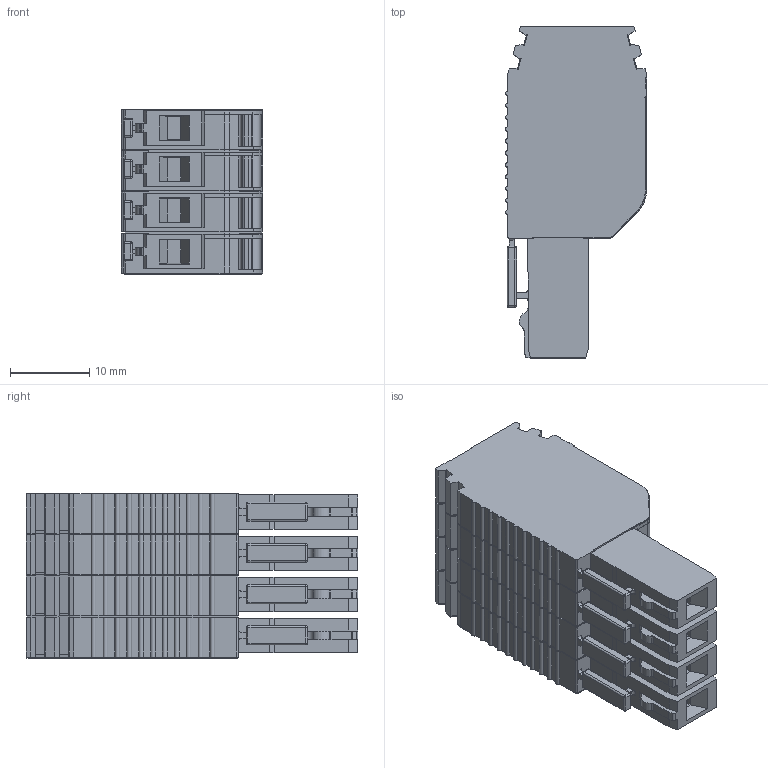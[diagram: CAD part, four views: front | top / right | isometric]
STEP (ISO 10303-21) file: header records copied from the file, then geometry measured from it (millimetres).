
FILE_DESCRIPTION (( 'STEP AP214' ), '1' );
FILE_NAME ('310209_SG_PT 2.5_4_Grey.STEP', '2017-09-27T05:04:53', ( '' ), ( '' ), 'SwSTEP 2.0', 'SolidWorks 2017', '' );
FILE_SCHEMA (( 'AUTOMOTIVE_DESIGN' ));
Length unit declared in the file: millimetre
Products named in the file (1): 310209_SG_PT 2.5_4_Grey
Bounding box: 17.82 x 41.9 x 20.8 mm (x, y, z)
Volume: 10564.2 mm3; surface area: 5285.7 mm2
Topology: 1 solids, 5 shells, 1131 faces, 3168 edges, 2035 vertices
Faces by surface type: plane 802, cylinder 297, bspline 32
Entity records: 36190 total; most frequent: CARTESIAN_POINT 6807, ORIENTED_EDGE 6272, DIRECTION 5926, EDGE_CURVE 3136, VECTOR 2530, LINE 2530, VERTEX_POINT 2035, AXIS2_PLACEMENT_3D 1698
